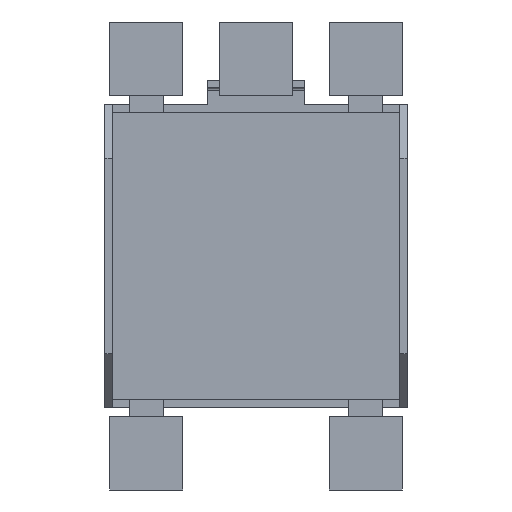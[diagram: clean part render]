
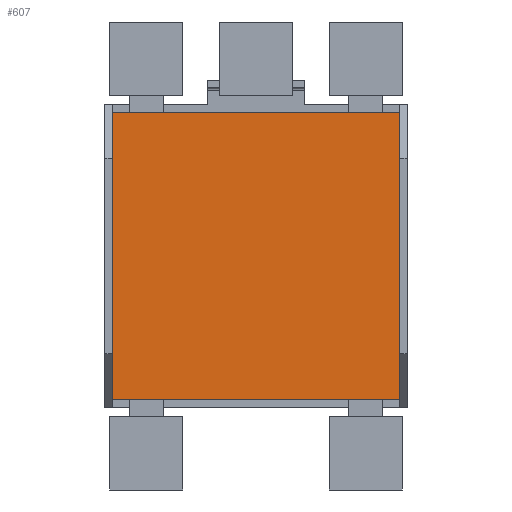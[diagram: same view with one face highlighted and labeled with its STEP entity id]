
A CAD part, front view. The second image highlights one B-rep face of the part: STEP entity #607.
In plain terms, the highlighted planar face has unit normal (0, -1, 0).
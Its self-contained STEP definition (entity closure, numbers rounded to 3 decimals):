
#351 = VERTEX_POINT('',#352);
#352 = CARTESIAN_POINT('',(-52.353,0.1,-9.3));
#358 = EDGE_CURVE('',#351,#359,#361,.T.);
#359 = VERTEX_POINT('',#360);
#360 = CARTESIAN_POINT('',(-52.353,0.1,-3.4));
#361 = LINE('',#362,#363);
#362 = CARTESIAN_POINT('',(-52.353,0.1,-9.3));
#363 = VECTOR('',#364,1.);
#364 = DIRECTION('',(0.,0.,1.));
#455 = EDGE_CURVE('',#359,#456,#458,.T.);
#456 = VERTEX_POINT('',#457);
#457 = CARTESIAN_POINT('',(-46.453,0.1,-3.4));
#458 = LINE('',#459,#460);
#459 = CARTESIAN_POINT('',(-52.353,0.1,-3.4));
#460 = VECTOR('',#461,1.);
#461 = DIRECTION('',(1.,0.,0.));
#504 = EDGE_CURVE('',#456,#505,#507,.T.);
#505 = VERTEX_POINT('',#506);
#506 = CARTESIAN_POINT('',(-46.453,0.1,-9.3));
#507 = LINE('',#508,#509);
#508 = CARTESIAN_POINT('',(-46.453,0.1,-9.3));
#509 = VECTOR('',#510,1.);
#510 = DIRECTION('',(0.,0.,-1.));
#594 = EDGE_CURVE('',#505,#351,#595,.T.);
#595 = LINE('',#596,#597);
#596 = CARTESIAN_POINT('',(-52.353,0.1,-9.3));
#597 = VECTOR('',#598,1.);
#598 = DIRECTION('',(-1.,0.,0.));
#607 = ADVANCED_FACE('',(#608),#614,.F.);
#608 = FACE_BOUND('',#609,.T.);
#609 = EDGE_LOOP('',(#610,#611,#612,#613));
#610 = ORIENTED_EDGE('',*,*,#358,.F.);
#611 = ORIENTED_EDGE('',*,*,#594,.F.);
#612 = ORIENTED_EDGE('',*,*,#504,.F.);
#613 = ORIENTED_EDGE('',*,*,#455,.F.);
#614 = PLANE('',#615);
#615 = AXIS2_PLACEMENT_3D('',#616,#617,#618);
#616 = CARTESIAN_POINT('',(-49.403,0.1,-6.35));
#617 = DIRECTION('',(0.,1.,0.));
#618 = DIRECTION('',(0.,0.,-1.));
